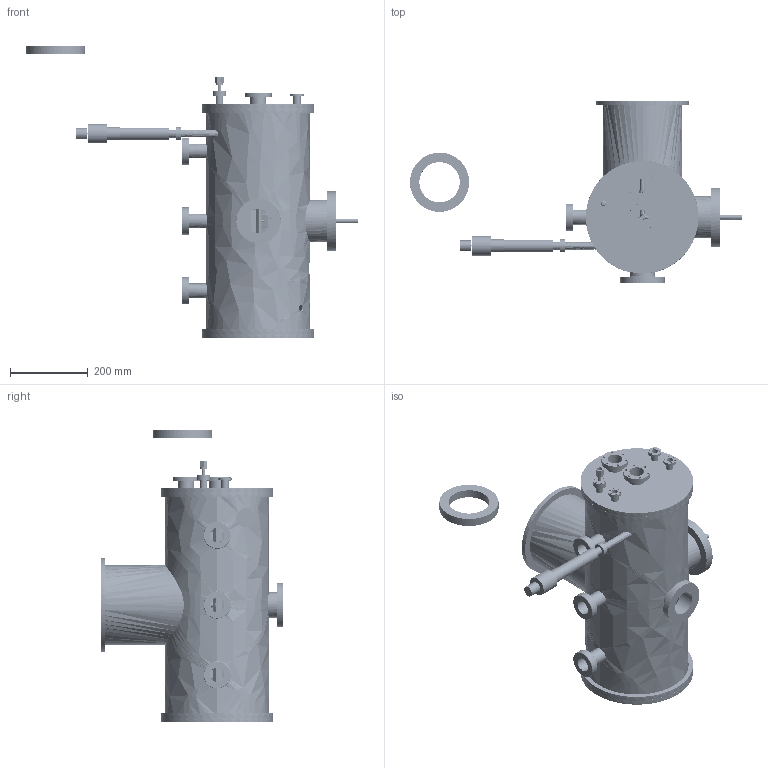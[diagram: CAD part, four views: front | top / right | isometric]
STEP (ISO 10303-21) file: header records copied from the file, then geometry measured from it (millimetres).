
FILE_DESCRIPTION((''),'2;1');
FILE_NAME('test_chamber_layout.stp','2009-04-03T14:17:28',('User'),( 'SDRC'),'I-DEAS Master Series','UNIX','Yes');
FILE_SCHEMA(('CONFIG_CONTROL_DESIGN', 'GEOMETRIC_VALIDATION_PROPERTIES_MIM','SHAPE_APPEARANCE_LAYER_MIM'));
Length unit declared in the file: millimetre
Assembly tree (436 placements, depth 0):
Bounding box: 855.23 x 470 x 753.4 mm (x, y, z)
Volume: 5652175 mm3; surface area: 2666553.5 mm2
Topology: 581 solids, 675 shells, 9514 faces, 25376 edges, 17084 vertices
Faces by surface type: bspline 9514
Entity records: 178480 total; most frequent: CARTESIAN_POINT 78301, ORIENTED_EDGE 21757, EDGE_CURVE 11691, VERTEX_POINT 7532, EDGE_LOOP 5002, B_SPLINE_CURVE_WITH_KNOTS 4869, FACE_OUTER_BOUND 4109, ADVANCED_FACE 4109
